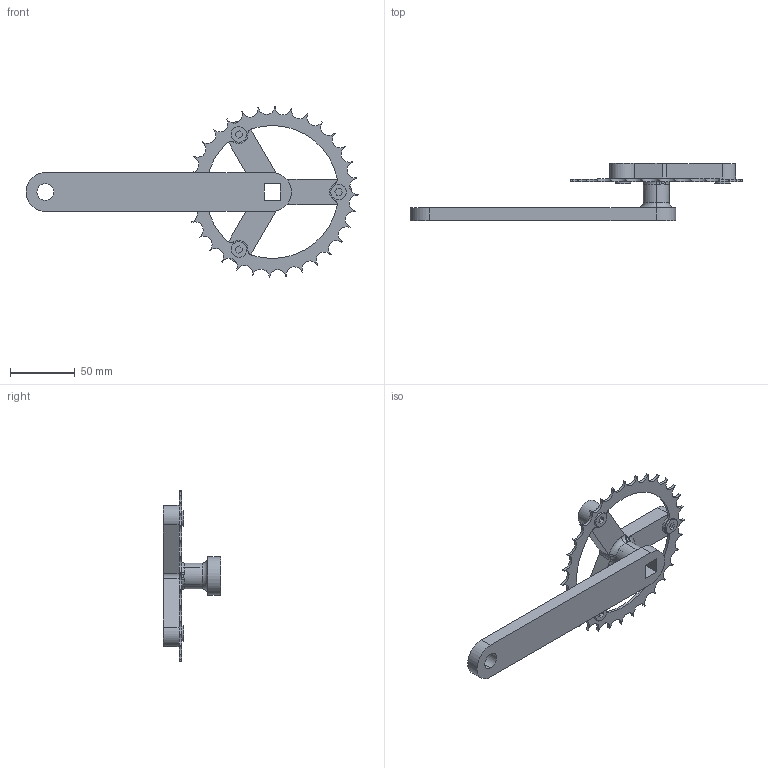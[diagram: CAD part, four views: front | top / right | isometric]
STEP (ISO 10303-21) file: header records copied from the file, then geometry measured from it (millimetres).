
FILE_DESCRIPTION (( 'STEP AP203' ), '1' );
FILE_NAME ('Assem1.STEP', '2021-02-15T15:13:47', ( '' ), ( '' ), 'SwSTEP 2.0', 'SolidWorks 2019', '' );
FILE_SCHEMA (( 'CONFIG_CONTROL_DESIGN' ));
Length unit declared in the file: millimetre
Products named in the file (4): MaleBolt; Part1; CrankArm; Assem1
Assembly tree (5 placements, depth 2):
  Assem1
    CrankArm
    MaleBolt  x3
    Part1
Bounding box: 256.27 x 44 x 132.54 mm (x, y, z)
Volume: 106676.3 mm3; surface area: 42613.4 mm2
Topology: 8 solids, 8 shells, 218 faces, 579 edges, 381 vertices
Faces by surface type: cylinder 132, plane 71, bspline 9, torus 6
Entity records: 6439 total; most frequent: CARTESIAN_POINT 1242, DIRECTION 1096, ORIENTED_EDGE 966, EDGE_CURVE 483, AXIS2_PLACEMENT_3D 447, VERTEX_POINT 317, CIRCLE 272, VECTOR 202
